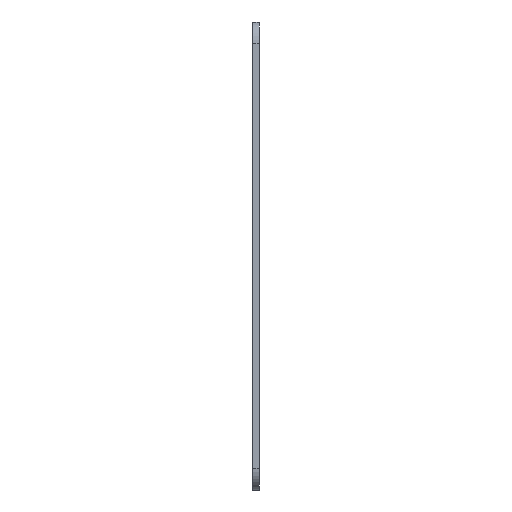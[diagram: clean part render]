
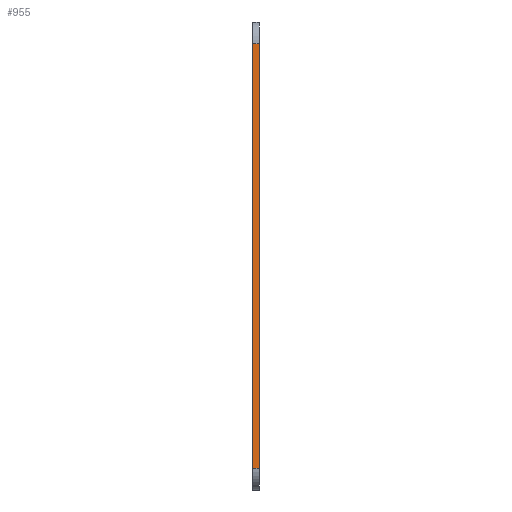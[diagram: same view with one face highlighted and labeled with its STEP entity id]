
A CAD part, left-side view. The second image highlights one B-rep face of the part: STEP entity #955.
In plain terms, the highlighted planar face has unit normal (-1, 0, 0).
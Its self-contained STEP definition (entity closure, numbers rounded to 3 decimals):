
#955=ADVANCED_FACE('',(#2964),#2965,.T.);
#2964=FACE_OUTER_BOUND('',#5887,.T.);
#2965=PLANE('',#5888);
#5887=EDGE_LOOP('',(#10492,#10493,#10494,#10495));
#5888=AXIS2_PLACEMENT_3D('',#10496,#10497,#10498);
#10492=ORIENTED_EDGE('',*,*,#18640,.T.);
#10493=ORIENTED_EDGE('',*,*,#17717,.T.);
#10494=ORIENTED_EDGE('',*,*,#18189,.F.);
#10495=ORIENTED_EDGE('',*,*,#17720,.T.);
#10496=CARTESIAN_POINT('',(0.0,-1.588,0.0));
#10497=DIRECTION('',(-1.0,0.0,0.0));
#10498=DIRECTION('',(0.0,0.0,1.0));
#17717=EDGE_CURVE('',#21344,#21348,#21350,.T.);
#17720=EDGE_CURVE('',#21355,#21352,#21356,.F.);
#18189=EDGE_CURVE('',#21355,#21348,#22289,.T.);
#18640=EDGE_CURVE('',#21352,#21344,#23186,.T.);
#21344=VERTEX_POINT('',#26791);
#21348=VERTEX_POINT('',#26796);
#21350=LINE('',#26798,#26799);
#21352=VERTEX_POINT('',#26801);
#21355=VERTEX_POINT('',#26804);
#21356=LINE('',#26805,#26806);
#22289=LINE('',#28200,#28201);
#23186=LINE('',#29534,#29535);
#26791=CARTESIAN_POINT('',(0.0,-1.588,-5.0));
#26796=CARTESIAN_POINT('',(0.0,0.0,-5.0));
#26798=CARTESIAN_POINT('',(0.0,-1.588,-5.0));
#26799=VECTOR('',#34923,1.0);
#26801=CARTESIAN_POINT('',(0.0,-1.588,-103.0));
#26804=CARTESIAN_POINT('',(0.0,0.0,-103.0));
#26805=CARTESIAN_POINT('',(0.0,-1.588,-103.0));
#26806=VECTOR('',#34927,1.0);
#28200=CARTESIAN_POINT('',(0.0,0.0,0.0));
#28201=VECTOR('',#35404,1.0);
#29534=CARTESIAN_POINT('',(0.0,-1.588,0.0));
#29535=VECTOR('',#35880,1.0);
#34923=DIRECTION('',(0.0,1.0,0.0));
#34927=DIRECTION('',(0.0,1.0,0.0));
#35404=DIRECTION('',(0.0,0.0,1.0));
#35880=DIRECTION('',(0.0,0.0,1.0));
